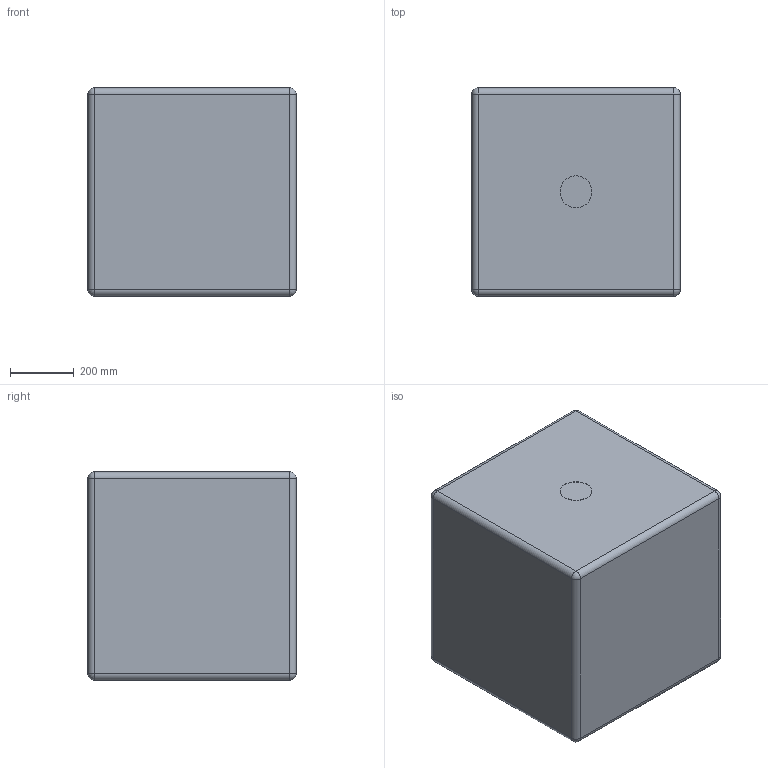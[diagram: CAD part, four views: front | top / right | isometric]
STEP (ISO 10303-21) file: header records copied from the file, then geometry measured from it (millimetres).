
FILE_DESCRIPTION (( 'STEP AP214' ), '1' );
FILE_NAME ('innerMSRstructure.STEP', '2024-05-15T21:33:15', ( '' ), ( '' ), 'SwSTEP 2.0', 'SolidWorks 2023', '' );
FILE_SCHEMA (( 'AUTOMOTIVE_DESIGN' ));
Length unit declared in the file: metre
Products named in the file (1): innerMSRstructure
Bounding box: 653 x 653 x 653 mm (x, y, z)
Volume: 277775288.9 mm3; surface area: 2491050.3 mm2
Topology: 1 solids, 1 shells, 29 faces, 62 edges, 28 vertices
Faces by surface type: cylinder 14, sphere 8, plane 7
Entity records: 727 total; most frequent: DIRECTION 142, CARTESIAN_POINT 112, ORIENTED_EDGE 108, AXIS2_PLACEMENT_3D 58, EDGE_CURVE 54, EDGE_LOOP 30, FACE_OUTER_BOUND 29, ADVANCED_FACE 29
